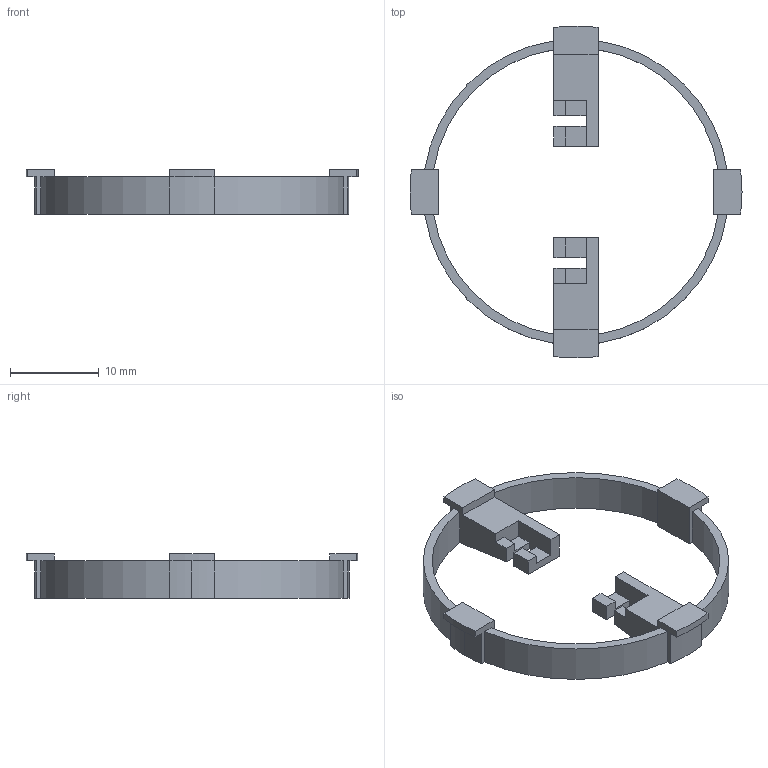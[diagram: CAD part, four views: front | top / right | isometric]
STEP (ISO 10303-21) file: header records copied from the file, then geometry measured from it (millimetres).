
FILE_DESCRIPTION(/* description */ (''),/* implementation_level */ '2;1');
FILE_NAME(/* name */ 'stiff insert',/* time_stamp */ '2025-06-25T00:06:21-04:00',/* author */ (''),/* organization */ (''),/* preprocessor_version */ 'ST-DEVELOPER v19.2',/* originating_system */ 'Rhino 8.20',/* authorisation */ '');
FILE_SCHEMA (('CONFIG_CONTROL_DESIGN'));
Length unit declared in the file: millimetre
Products named in the file (1): Document
Bounding box: 37.48 x 37.46 x 5 mm (x, y, z)
Volume: 855.6 mm3; surface area: 1618.4 mm2
Topology: 1 solids, 1 shells, 73 faces, 214 edges, 142 vertices
Faces by surface type: plane 55, cylinder 11, bspline 7
Entity records: 2389 total; most frequent: CARTESIAN_POINT 736, ORIENTED_EDGE 428, EDGE_CURVE 214, B_SPLINE_CURVE_WITH_KNOTS 178, VERTEX_POINT 142, DIRECTION 142, AXIS2_PLACEMENT_3D 104, EDGE_LOOP 74
